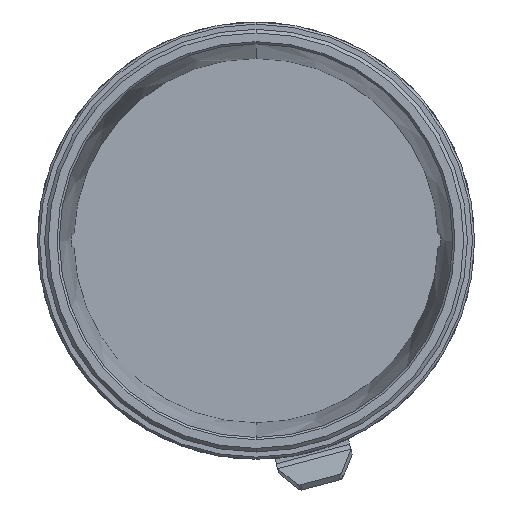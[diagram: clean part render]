
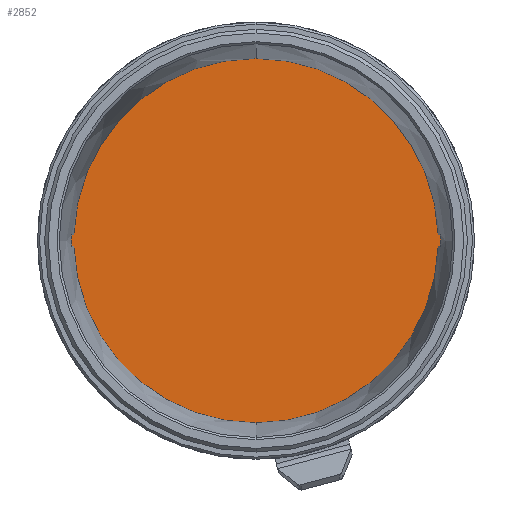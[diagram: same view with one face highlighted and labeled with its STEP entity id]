
A CAD part, front view. The second image highlights one B-rep face of the part: STEP entity #2852.
In plain terms, the highlighted face is planar.
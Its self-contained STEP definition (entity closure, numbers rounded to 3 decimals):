
#423 = ORIENTED_EDGE ( 'NONE', *, *, #1464, .T. ) ;
#1453 = AXIS2_PLACEMENT_3D ( 'NONE', #7333, #10603, #8242 ) ;
#1464 = EDGE_CURVE ( 'NONE', #1853, #12015, #10366, .T. ) ;
#1601 = CARTESIAN_POINT ( 'NONE',  ( 0., 0., 1. ) ) ;
#1693 = EDGE_CURVE ( 'NONE', #12015, #1853, #7263, .T. ) ;
#1809 = DIRECTION ( 'NONE',  ( 0., 0., 1. ) ) ;
#1853 = VERTEX_POINT ( 'NONE', #4337 ) ;
#1957 = PLANE ( 'NONE',  #11063 ) ;
#2852 = ADVANCED_FACE ( 'NONE', ( #6426 ), #1957, .T. ) ;
#4337 = CARTESIAN_POINT ( 'NONE',  ( -28.05, 0., 1. ) ) ;
#6206 = CARTESIAN_POINT ( 'NONE',  ( 0., 0., 1. ) ) ;
#6426 = FACE_OUTER_BOUND ( 'NONE', #6737, .T. ) ;
#6737 = EDGE_LOOP ( 'NONE', ( #423, #12757 ) ) ;
#7263 = CIRCLE ( 'NONE', #1453, 28.05 ) ;
#7331 = CARTESIAN_POINT ( 'NONE',  ( 28.05, 0., 1. ) ) ;
#7333 = CARTESIAN_POINT ( 'NONE',  ( 0., 0., 1. ) ) ;
#7690 = AXIS2_PLACEMENT_3D ( 'NONE', #1601, #1809, #8171 ) ;
#8171 = DIRECTION ( 'NONE',  ( 1., 0., 0. ) ) ;
#8242 = DIRECTION ( 'NONE',  ( 1., 0., 0. ) ) ;
#9487 = DIRECTION ( 'NONE',  ( 0., 0., 1. ) ) ;
#10366 = CIRCLE ( 'NONE', #7690, 28.05 ) ;
#10603 = DIRECTION ( 'NONE',  ( 0., 0., 1. ) ) ;
#11063 = AXIS2_PLACEMENT_3D ( 'NONE', #6206, #9487, #13766 ) ;
#12015 = VERTEX_POINT ( 'NONE', #7331 ) ;
#12757 = ORIENTED_EDGE ( 'NONE', *, *, #1693, .T. ) ;
#13766 = DIRECTION ( 'NONE',  ( 1., 0., 0. ) ) ;
